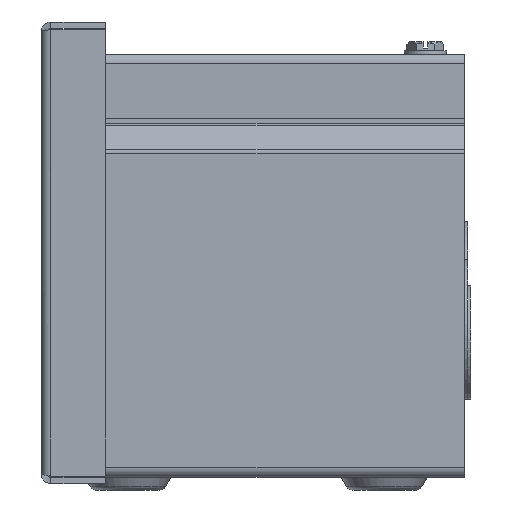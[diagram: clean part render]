
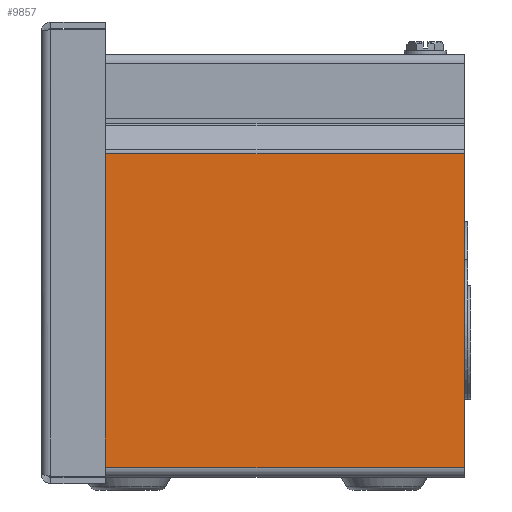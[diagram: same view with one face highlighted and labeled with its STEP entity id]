
A CAD part, left-side view. The second image highlights one B-rep face of the part: STEP entity #9857.
In plain terms, the highlighted planar face has unit normal (-1, 0, 0).
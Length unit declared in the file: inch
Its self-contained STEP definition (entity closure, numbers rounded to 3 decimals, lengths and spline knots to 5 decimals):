
#584=LINE('',#14331,#1364);
#587=LINE('',#14337,#1367);
#595=LINE('',#14360,#1375);
#596=LINE('',#14364,#1376);
#1364=VECTOR('',#11661,4.0625);
#1367=VECTOR('',#11666,3.06099);
#1375=VECTOR('',#11698,4.0625);
#1376=VECTOR('',#11705,3.06099);
#2123=PLANE('',#10517);
#2568=FACE_OUTER_BOUND('',#3179,.T.);
#3179=EDGE_LOOP('',(#6651,#6652,#6653,#6654));
#4195=VERTEX_POINT('',#14319);
#4196=VERTEX_POINT('',#14323);
#4198=VERTEX_POINT('',#14335);
#4201=VERTEX_POINT('',#14359);
#5113=EDGE_CURVE('',#4195,#4196,#584,.T.);
#5116=EDGE_CURVE('',#4198,#4196,#587,.T.);
#5128=EDGE_CURVE('',#4198,#4201,#595,.T.);
#5131=EDGE_CURVE('',#4195,#4201,#596,.T.);
#6651=ORIENTED_EDGE('',*,*,#5113,.T.);
#6652=ORIENTED_EDGE('',*,*,#5116,.F.);
#6653=ORIENTED_EDGE('',*,*,#5128,.T.);
#6654=ORIENTED_EDGE('',*,*,#5131,.F.);
#9857=ADVANCED_FACE('',(#2568),#2123,.F.);
#10517=AXIS2_PLACEMENT_3D('',#14372,#11717,#11718);
#11661=DIRECTION('',(0.,1.,0.));
#11666=DIRECTION('',(0.,0.,1.));
#11698=DIRECTION('',(0.,-1.,0.));
#11705=DIRECTION('',(0.,0.,-1.));
#11717=DIRECTION('center_axis',(1.,0.,0.));
#11718=DIRECTION('ref_axis',(0.,0.,-1.));
#14319=CARTESIAN_POINT('',(-6.0625,-2.03125,3.15424));
#14323=CARTESIAN_POINT('',(-6.0625,2.03125,3.15424));
#14331=CARTESIAN_POINT('',(-6.0625,1.01563,3.15424));
#14335=CARTESIAN_POINT('',(-6.0625,2.03125,0.09325));
#14337=CARTESIAN_POINT('',(-6.0625,2.03125,0.09325));
#14359=CARTESIAN_POINT('',(-6.0625,-2.03125,0.09325));
#14360=CARTESIAN_POINT('',(-6.0625,0.,0.09325));
#14364=CARTESIAN_POINT('',(-6.0625,-2.03125,-0.04446));
#14372=CARTESIAN_POINT('Origin',(-6.0625,0.,1.5997));
